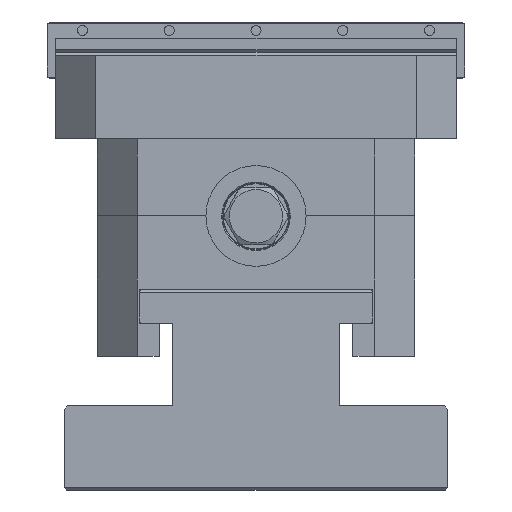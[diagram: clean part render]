
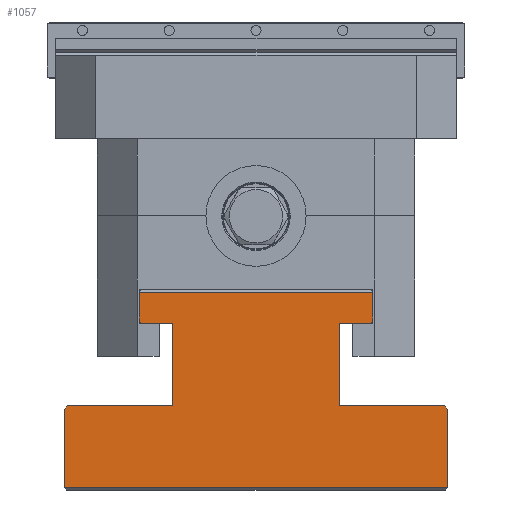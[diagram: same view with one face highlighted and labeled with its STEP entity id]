
A CAD part, left-side view. The second image highlights one B-rep face of the part: STEP entity #1057.
In plain terms, the highlighted planar face has unit normal (-1, 0, 0).
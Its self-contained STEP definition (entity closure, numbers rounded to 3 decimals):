
#702=FACE_OUTER_BOUND('',#4522,.T.);
#1057=ADVANCED_FACE('',(#702),#1749,.T.);
#1749=PLANE('',#11174);
#2117=LINE('',#15581,#2933);
#2123=LINE('',#15595,#2939);
#2129=LINE('',#15608,#2945);
#2145=LINE('',#15647,#2961);
#2146=LINE('',#15650,#2962);
#2147=LINE('',#15651,#2963);
#2148=LINE('',#15652,#2964);
#2149=LINE('',#15654,#2965);
#2150=LINE('',#15656,#2966);
#2151=LINE('',#15658,#2967);
#2152=LINE('',#15660,#2968);
#2153=LINE('',#15661,#2969);
#2154=LINE('',#15663,#2970);
#2155=LINE('',#15665,#2971);
#2156=LINE('',#15667,#2972);
#2157=LINE('',#15669,#2973);
#2933=VECTOR('',#12375,1.);
#2939=VECTOR('',#12383,1.);
#2945=VECTOR('',#12393,1.);
#2961=VECTOR('',#12419,1.);
#2962=VECTOR('',#12420,1.);
#2963=VECTOR('',#12421,1.);
#2964=VECTOR('',#12422,1.);
#2965=VECTOR('',#12423,1.);
#2966=VECTOR('',#12424,1.);
#2967=VECTOR('',#12425,1.);
#2968=VECTOR('',#12426,1.);
#2969=VECTOR('',#12427,1.);
#2970=VECTOR('',#12428,1.);
#2971=VECTOR('',#12429,1.);
#2972=VECTOR('',#12430,1.);
#2973=VECTOR('',#12431,1.);
#4522=EDGE_LOOP('',(#5642,#5643,#5644,#5645,#5646,#5647,#5648,#5649,#5650,
#5651,#5652,#5653,#5654,#5655,#5656,#5657));
#5642=ORIENTED_EDGE('',*,*,#9360,.T.);
#5643=ORIENTED_EDGE('',*,*,#9361,.T.);
#5644=ORIENTED_EDGE('',*,*,#9330,.F.);
#5645=ORIENTED_EDGE('',*,*,#9362,.T.);
#5646=ORIENTED_EDGE('',*,*,#9336,.T.);
#5647=ORIENTED_EDGE('',*,*,#9363,.T.);
#5648=ORIENTED_EDGE('',*,*,#9364,.F.);
#5649=ORIENTED_EDGE('',*,*,#9365,.F.);
#5650=ORIENTED_EDGE('',*,*,#9366,.F.);
#5651=ORIENTED_EDGE('',*,*,#9367,.T.);
#5652=ORIENTED_EDGE('',*,*,#9342,.T.);
#5653=ORIENTED_EDGE('',*,*,#9368,.T.);
#5654=ORIENTED_EDGE('',*,*,#9369,.F.);
#5655=ORIENTED_EDGE('',*,*,#9370,.T.);
#5656=ORIENTED_EDGE('',*,*,#9371,.T.);
#5657=ORIENTED_EDGE('',*,*,#9372,.T.);
#8296=VERTEX_POINT('',#15582);
#8297=VERTEX_POINT('',#15583);
#8302=VERTEX_POINT('',#15594);
#8303=VERTEX_POINT('',#15596);
#8308=VERTEX_POINT('',#15609);
#8309=VERTEX_POINT('',#15610);
#8326=VERTEX_POINT('',#15648);
#8327=VERTEX_POINT('',#15649);
#8328=VERTEX_POINT('',#15653);
#8329=VERTEX_POINT('',#15655);
#8330=VERTEX_POINT('',#15657);
#8331=VERTEX_POINT('',#15659);
#8332=VERTEX_POINT('',#15662);
#8333=VERTEX_POINT('',#15664);
#8334=VERTEX_POINT('',#15666);
#8335=VERTEX_POINT('',#15668);
#9330=EDGE_CURVE('',#8296,#8297,#2117,.T.);
#9336=EDGE_CURVE('',#8303,#8302,#2123,.T.);
#9342=EDGE_CURVE('',#8308,#8309,#2129,.T.);
#9360=EDGE_CURVE('',#8326,#8327,#2145,.T.);
#9361=EDGE_CURVE('',#8327,#8297,#2146,.T.);
#9362=EDGE_CURVE('',#8296,#8303,#2147,.T.);
#9363=EDGE_CURVE('',#8302,#8328,#2148,.T.);
#9364=EDGE_CURVE('',#8329,#8328,#2149,.T.);
#9365=EDGE_CURVE('',#8330,#8329,#2150,.T.);
#9366=EDGE_CURVE('',#8331,#8330,#2151,.T.);
#9367=EDGE_CURVE('',#8331,#8308,#2152,.T.);
#9368=EDGE_CURVE('',#8309,#8332,#2153,.T.);
#9369=EDGE_CURVE('',#8333,#8332,#2154,.T.);
#9370=EDGE_CURVE('',#8333,#8334,#2155,.T.);
#9371=EDGE_CURVE('',#8334,#8335,#2156,.T.);
#9372=EDGE_CURVE('',#8335,#8326,#2157,.T.);
#11174=AXIS2_PLACEMENT_3D('',#15670,#12432,#12433);
#12375=DIRECTION('',(0.,0.,1.));
#12383=DIRECTION('',(0.,0.,1.));
#12393=DIRECTION('',(0.,0.,1.));
#12419=DIRECTION('',(0.,1.,0.));
#12420=DIRECTION('',(0.,0.707,-0.707));
#12421=DIRECTION('',(0.,-1.,0.));
#12422=DIRECTION('',(0.,0.707,0.707));
#12423=DIRECTION('',(0.,-1.,0.));
#12424=DIRECTION('',(0.,0.,-1.));
#12425=DIRECTION('',(0.,1.,0.));
#12426=DIRECTION('',(0.,-0.707,0.707));
#12427=DIRECTION('',(0.,1.,0.));
#12428=DIRECTION('',(0.,0.,1.));
#12429=DIRECTION('',(0.,-0.707,-0.707));
#12430=DIRECTION('',(0.,-1.,0.));
#12431=DIRECTION('',(0.,0.,-1.));
#12432=DIRECTION('',(-1.,0.,0.));
#12433=DIRECTION('',(0.,0.,1.));
#15581=CARTESIAN_POINT('',(187.278,100.,-5.4));
#15582=CARTESIAN_POINT('',(187.278,100.,-4.4));
#15583=CARTESIAN_POINT('',(187.278,100.,19.));
#15594=CARTESIAN_POINT('',(187.278,-15.,19.));
#15595=CARTESIAN_POINT('',(187.278,-15.,-5.4));
#15596=CARTESIAN_POINT('',(187.278,-15.,-4.4));
#15608=CARTESIAN_POINT('',(187.278,7.5,-5.4));
#15609=CARTESIAN_POINT('',(187.278,7.5,45.4));
#15610=CARTESIAN_POINT('',(187.278,7.5,54.));
#15647=CARTESIAN_POINT('',(187.278,42.5,20.));
#15648=CARTESIAN_POINT('',(187.278,67.5,20.));
#15649=CARTESIAN_POINT('',(187.278,99.,20.));
#15650=CARTESIAN_POINT('',(187.278,83.45,35.55));
#15651=CARTESIAN_POINT('',(187.278,42.5,-4.4));
#15652=CARTESIAN_POINT('',(187.278,1.55,35.55));
#15653=CARTESIAN_POINT('',(187.278,-14.,20.));
#15654=CARTESIAN_POINT('',(187.278,42.5,20.));
#15655=CARTESIAN_POINT('',(187.278,17.5,20.));
#15656=CARTESIAN_POINT('',(187.278,17.5,-5.4));
#15657=CARTESIAN_POINT('',(187.278,17.5,44.8));
#15658=CARTESIAN_POINT('',(187.278,42.5,44.8));
#15659=CARTESIAN_POINT('',(187.278,8.1,44.8));
#15660=CARTESIAN_POINT('',(187.278,50.4,2.5));
#15661=CARTESIAN_POINT('',(187.278,42.5,54.));
#15662=CARTESIAN_POINT('',(187.278,77.5,54.));
#15663=CARTESIAN_POINT('',(187.278,77.5,-5.4));
#15664=CARTESIAN_POINT('',(187.278,77.5,45.4));
#15665=CARTESIAN_POINT('',(187.278,34.6,2.5));
#15666=CARTESIAN_POINT('',(187.278,76.9,44.8));
#15667=CARTESIAN_POINT('',(187.278,87.5,44.8));
#15668=CARTESIAN_POINT('',(187.278,67.5,44.8));
#15669=CARTESIAN_POINT('',(187.278,67.5,-5.4));
#15670=CARTESIAN_POINT('',(187.278,42.5,-5.4));
